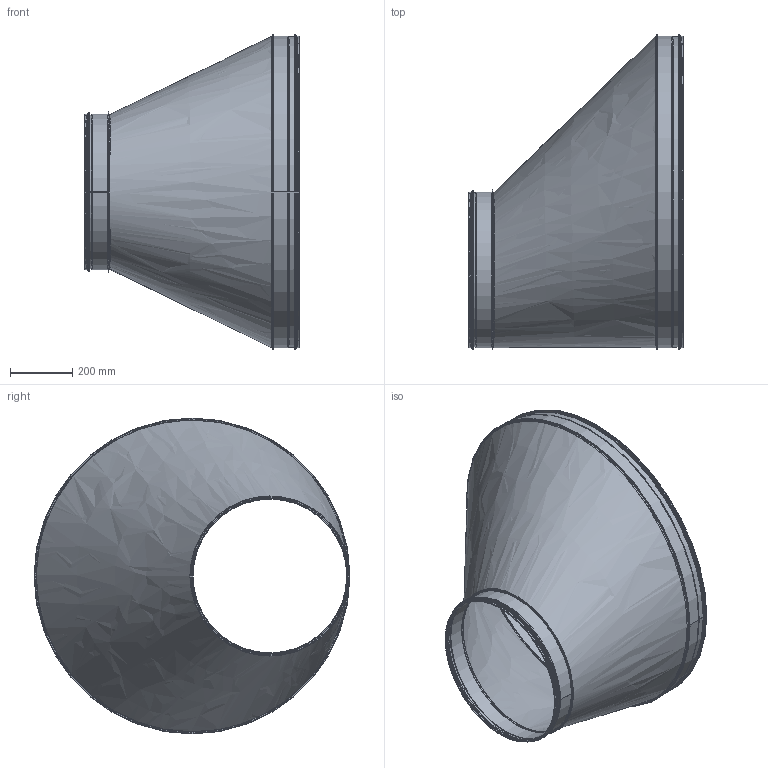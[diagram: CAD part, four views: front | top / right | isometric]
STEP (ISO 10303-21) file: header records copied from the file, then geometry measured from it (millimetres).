
FILE_DESCRIPTION(/* description */ ('Stos Med Fals Rörämne'),/* implementation_level */ '2;1');
FILE_NAME(/* name */ 'HFB-1000-02.stp',/* time_stamp */ '2016-05-11T11:23:49+02:00',/* author */ ('John'),/* organization */ (''),/* preprocessor_version */ 'ST-DEVELOPER v15.6',/* originating_system */ 'Autodesk Inventor 2015',/* authorisation */ '');
FILE_SCHEMA (('AUTOMOTIVE_DESIGN { 1 0 10303 214 3 1 1 }'));
Length unit declared in the file: millimetre
Products named in the file (8): StosMedFalsRörämne-1000; 999013; StosMedFals-1000; HFB-BC-28; StosMedFalsRörämne-500; 999010; StosMedFals-500; HFB-1000-02
Bounding box: 689.2 x 1013.12 x 1013.1 mm (x, y, z)
Volume: 1250500.9 mm3; surface area: 4116780.2 mm2
Topology: 6 solids, 6 shells, 161 faces, 311 edges, 168 vertices
Faces by surface type: plane 77, torus 36, cylinder 32, cone 12, bspline 4
Full cylindrical faces by diameter (mm): 493 x1, 494 x1, 495.15 x1, 497.55 x1, 497.75 x3, 497.8 x2, 498.75 x1, 498.8 x2, 501.8 x1, 504.15 x1, 508.75 x1, 509.15 x1, 992.8 x1, 993.8 x1, 995 x1, 997.4 x1, 997.6 x5, 998.6 x3, 1001.6 x1, 1004 x1, 1008.6 x1, 1009 x1
Entity records: 4642 total; most frequent: CARTESIAN_POINT 1102, DIRECTION 769, ORIENTED_EDGE 562, AXIS2_PLACEMENT_3D 328, EDGE_CURVE 277, EDGE_LOOP 209, VERTEX_POINT 168, STYLED_ITEM 166
